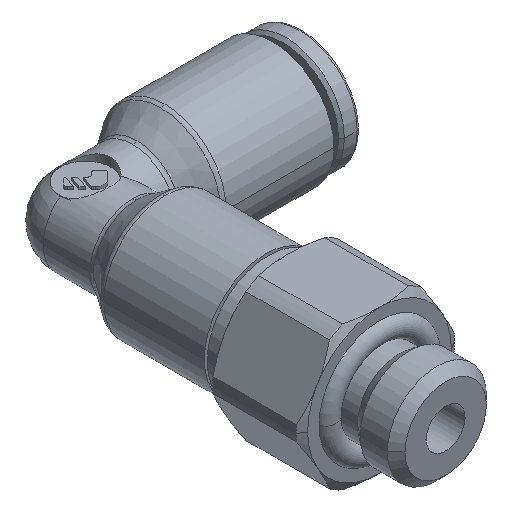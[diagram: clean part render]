
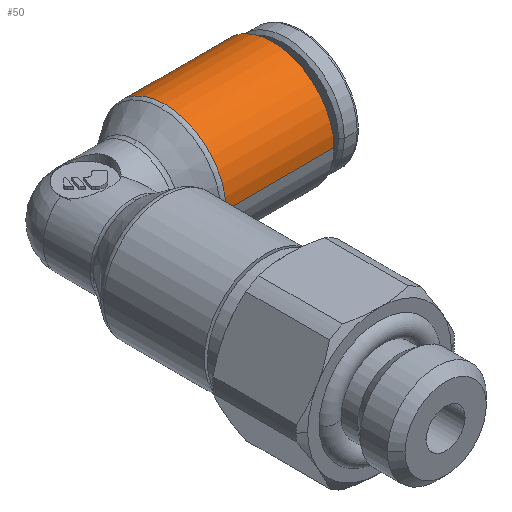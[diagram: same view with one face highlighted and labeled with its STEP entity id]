
A CAD part, isometric view. The second image highlights one B-rep face of the part: STEP entity #50.
In plain terms, the highlighted cylindrical face has radius 4.25 mm (diameter 8.5 mm), a partial arc.
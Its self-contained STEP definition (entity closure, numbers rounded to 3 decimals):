
#50=ADVANCED_FACE('',(#174),#175,.T.);
#174=FACE_OUTER_BOUND('',#424,.T.);
#175=CYLINDRICAL_SURFACE('',#425,4.25);
#424=EDGE_LOOP('',(#696,#697,#698,#699,#700));
#425=AXIS2_PLACEMENT_3D('',#701,#702,#703);
#696=ORIENTED_EDGE('',*,*,#1631,.F.);
#697=ORIENTED_EDGE('',*,*,#1632,.T.);
#698=ORIENTED_EDGE('',*,*,#1633,.T.);
#699=ORIENTED_EDGE('',*,*,#1634,.F.);
#700=ORIENTED_EDGE('',*,*,#1635,.F.);
#701=CARTESIAN_POINT('',(9.28,20.45,0.0));
#702=DIRECTION('',(1.0,0.0,0.0));
#703=DIRECTION('',(0.0,1.0,0.0));
#1631=EDGE_CURVE('',#1941,#1942,#1943,.T.);
#1632=EDGE_CURVE('',#1941,#1944,#1945,.T.);
#1633=EDGE_CURVE('',#1944,#1946,#1947,.T.);
#1634=EDGE_CURVE('',#1948,#1946,#1949,.T.);
#1635=EDGE_CURVE('',#1942,#1948,#1950,.T.);
#1941=VERTEX_POINT('',#2432);
#1942=VERTEX_POINT('',#2433);
#1943=LINE('',#2434,#2435);
#1944=VERTEX_POINT('',#2436);
#1945=CIRCLE('',#2437,4.25);
#1946=VERTEX_POINT('',#2438);
#1947=CIRCLE('',#2439,4.25);
#1948=VERTEX_POINT('',#2440);
#1949=LINE('',#2441,#2442);
#1950=CIRCLE('',#2443,4.25);
#2432=CARTESIAN_POINT('',(5.53,24.7,0.0));
#2433=CARTESIAN_POINT('',(13.03,24.7,0.0));
#2434=CARTESIAN_POINT('',(9.28,24.7,0.));
#2435=VECTOR('',#3484,1.0);
#2436=CARTESIAN_POINT('',(5.53,20.45,4.25));
#2437=AXIS2_PLACEMENT_3D('',#3485,#3486,#3487);
#2438=CARTESIAN_POINT('',(5.53,16.2,0.));
#2439=AXIS2_PLACEMENT_3D('',#3488,#3489,#3490);
#2440=CARTESIAN_POINT('',(13.03,16.2,0.));
#2441=CARTESIAN_POINT('',(9.28,16.2,0.));
#2442=VECTOR('',#3491,1.0);
#2443=AXIS2_PLACEMENT_3D('',#3492,#3493,#3494);
#3484=DIRECTION('',(1.0,0.0,0.0));
#3485=CARTESIAN_POINT('',(5.53,20.45,0.0));
#3486=DIRECTION('',(1.0,0.0,0.0));
#3487=DIRECTION('',(0.0,1.0,0.0));
#3488=CARTESIAN_POINT('',(5.53,20.45,0.0));
#3489=DIRECTION('',(1.0,0.0,0.0));
#3490=DIRECTION('',(0.0,1.0,0.0));
#3491=DIRECTION('',(-1.0,-0.0,-0.0));
#3492=CARTESIAN_POINT('',(13.03,20.45,0.0));
#3493=DIRECTION('',(1.0,0.0,0.0));
#3494=DIRECTION('',(0.0,1.0,0.0));
